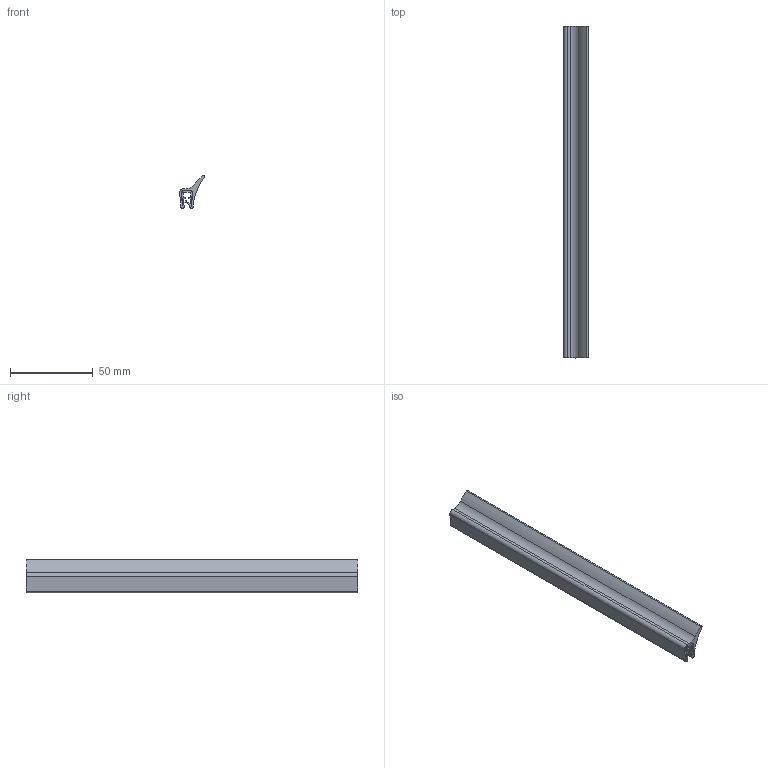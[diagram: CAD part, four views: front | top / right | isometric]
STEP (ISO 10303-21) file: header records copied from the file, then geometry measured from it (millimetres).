
FILE_DESCRIPTION((''),'2;1');
FILE_NAME('','2006-11-07T16:08:37',(''),(''),'','CADfix','');
FILE_SCHEMA(('AUTOMOTIVE_DESIGN'));
Length unit declared in the file: millimetre
Products named in the file (3): gasket; center core; TEM_1011_44_4088_36
Assembly tree (2 placements, depth 2):
  TEM_1011_44_4088_36
    gasket
    center core
Bounding box: 14.89 x 200 x 20 mm (x, y, z)
Volume: 18241.2 mm3; surface area: 37298.1 mm2
Topology: 2 solids, 2 shells, 58 faces, 162 edges, 108 vertices
Faces by surface type: bspline 58
Entity records: 1874 total; most frequent: CARTESIAN_POINT 867, ORIENTED_EDGE 324, EDGE_CURVE 162, QUASI_UNIFORM_CURVE 120, VERTEX_POINT 108, EDGE_LOOP 60, FACE_OUTER_BOUND 58, ADVANCED_FACE 58
